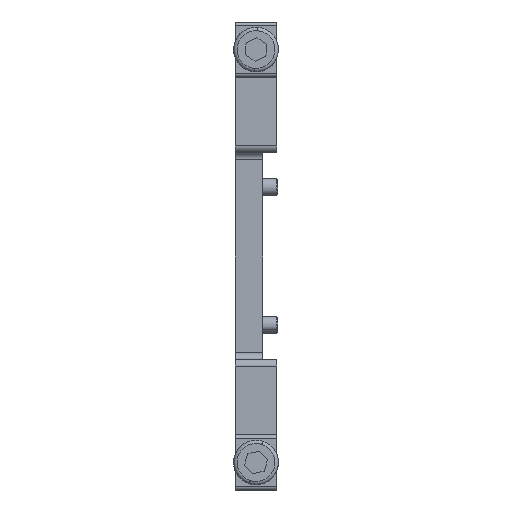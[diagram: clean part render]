
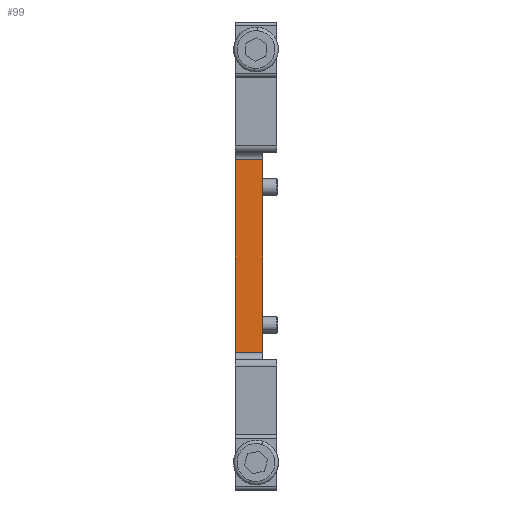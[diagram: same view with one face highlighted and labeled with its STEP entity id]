
A CAD part, left-side view. The second image highlights one B-rep face of the part: STEP entity #99.
In plain terms, the highlighted face is planar.
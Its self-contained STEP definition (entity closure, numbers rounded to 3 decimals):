
#99 = ADVANCED_FACE ( 'NONE', ( #1557 ), #426, .F. ) ;
#266 = DIRECTION ( 'NONE',  ( 1., 0., 0. ) ) ;
#404 = CARTESIAN_POINT ( 'NONE',  ( -28., 6., 12. ) ) ;
#426 = PLANE ( 'NONE',  #607 ) ;
#527 = DIRECTION ( 'NONE',  ( 1., 0., 0. ) ) ;
#607 = AXIS2_PLACEMENT_3D ( 'NONE', #404, #2764, #3384 ) ;
#735 = ORIENTED_EDGE ( 'NONE', *, *, #2490, .F. ) ;
#867 = CARTESIAN_POINT ( 'NONE',  ( 28., 6., 4. ) ) ;
#896 = VECTOR ( 'NONE', #266, 1000. ) ;
#1266 = VERTEX_POINT ( 'NONE', #2118 ) ;
#1435 = EDGE_LOOP ( 'NONE', ( #1793, #1560, #1880, #735 ) ) ;
#1508 = CARTESIAN_POINT ( 'NONE',  ( 28., 6., 12. ) ) ;
#1557 = FACE_OUTER_BOUND ( 'NONE', #1435, .T. ) ;
#1560 = ORIENTED_EDGE ( 'NONE', *, *, #1882, .T. ) ;
#1628 = LINE ( 'NONE', #3051, #896 ) ;
#1654 = CARTESIAN_POINT ( 'NONE',  ( -28., 6., 4. ) ) ;
#1793 = ORIENTED_EDGE ( 'NONE', *, *, #3098, .T. ) ;
#1825 = VERTEX_POINT ( 'NONE', #3438 ) ;
#1829 = EDGE_CURVE ( 'NONE', #2171, #2612, #3009, .T. ) ;
#1880 = ORIENTED_EDGE ( 'NONE', *, *, #1829, .F. ) ;
#1882 = EDGE_CURVE ( 'NONE', #1825, #2612, #3441, .T. ) ;
#2064 = DIRECTION ( 'NONE',  ( 0., 0., -1. ) ) ;
#2118 = CARTESIAN_POINT ( 'NONE',  ( -28., 6., 12. ) ) ;
#2171 = VERTEX_POINT ( 'NONE', #2738 ) ;
#2283 = VECTOR ( 'NONE', #2064, 1000. ) ;
#2456 = CARTESIAN_POINT ( 'NONE',  ( -28., 6., 12. ) ) ;
#2467 = DIRECTION ( 'NONE',  ( 0., 0., -1. ) ) ;
#2490 = EDGE_CURVE ( 'NONE', #1266, #2171, #1628, .T. ) ;
#2612 = VERTEX_POINT ( 'NONE', #867 ) ;
#2665 = VECTOR ( 'NONE', #2467, 1000. ) ;
#2707 = VECTOR ( 'NONE', #527, 1000. ) ;
#2738 = CARTESIAN_POINT ( 'NONE',  ( 28., 6., 12. ) ) ;
#2764 = DIRECTION ( 'NONE',  ( 0., 1., 0. ) ) ;
#3009 = LINE ( 'NONE', #1508, #2283 ) ;
#3051 = CARTESIAN_POINT ( 'NONE',  ( -28., 6., 12. ) ) ;
#3098 = EDGE_CURVE ( 'NONE', #1266, #1825, #3406, .T. ) ;
#3384 = DIRECTION ( 'NONE',  ( 0., 0., 1. ) ) ;
#3406 = LINE ( 'NONE', #2456, #2665 ) ;
#3438 = CARTESIAN_POINT ( 'NONE',  ( -28., 6., 4. ) ) ;
#3441 = LINE ( 'NONE', #1654, #2707 ) ;
